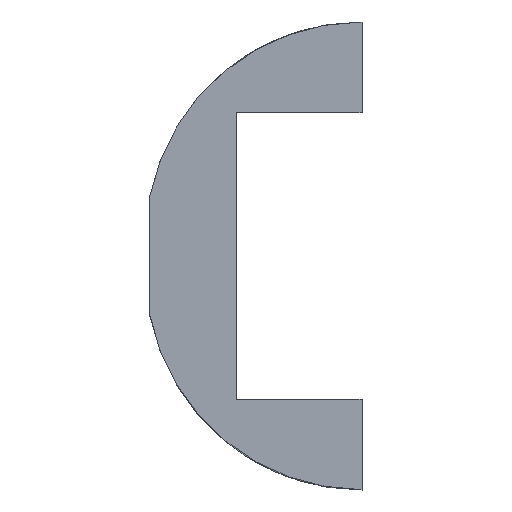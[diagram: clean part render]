
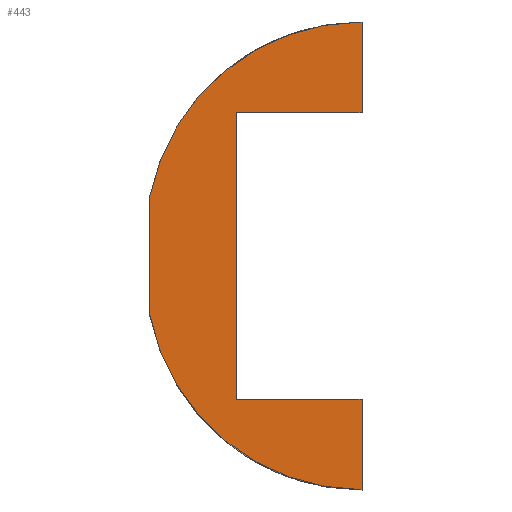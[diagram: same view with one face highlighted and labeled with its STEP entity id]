
A CAD part, top view. The second image highlights one B-rep face of the part: STEP entity #443.
In plain terms, the highlighted planar face has unit normal (0, 0, 1).
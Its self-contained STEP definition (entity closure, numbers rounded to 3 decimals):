
#1 = ORIENTED_EDGE ( 'NONE', *, *, #222, .T. ) ;
#21 = VERTEX_POINT ( 'NONE', #391 ) ;
#22 = CARTESIAN_POINT ( 'NONE',  ( -46.469, 5.7, 4.687 ) ) ;
#25 = LINE ( 'NONE', #938, #705 ) ;
#28 = EDGE_CURVE ( 'NONE', #347, #960, #303, .T. ) ;
#32 = EDGE_CURVE ( 'NONE', #643, #390, #966, .T. ) ;
#63 = ORIENTED_EDGE ( 'NONE', *, *, #32, .T. ) ;
#67 = EDGE_LOOP ( 'NONE', ( #423, #1, #698, #216, #529, #278, #63, #906 ) ) ;
#92 = CIRCLE ( 'NONE', #162, 9.812 ) ;
#142 = DIRECTION ( 'NONE',  ( 0., 1., 0. ) ) ;
#162 = AXIS2_PLACEMENT_3D ( 'NONE', #997, #839, #911 ) ;
#213 = PLANE ( 'NONE',  #548 ) ;
#215 = VECTOR ( 'NONE', #421, 1000. ) ;
#216 = ORIENTED_EDGE ( 'NONE', *, *, #603, .F. ) ;
#222 = EDGE_CURVE ( 'NONE', #426, #347, #759, .T. ) ;
#231 = EDGE_CURVE ( 'NONE', #426, #313, #25, .T. ) ;
#278 = ORIENTED_EDGE ( 'NONE', *, *, #707, .T. ) ;
#303 = CIRCLE ( 'NONE', #841, 9.812 ) ;
#309 = CARTESIAN_POINT ( 'NONE',  ( -40.769, 5.7, 4.687 ) ) ;
#313 = VERTEX_POINT ( 'NONE', #22 ) ;
#333 = CARTESIAN_POINT ( 'NONE',  ( -40.769, 0., 4.687 ) ) ;
#340 = CARTESIAN_POINT ( 'NONE',  ( -50.392, 1.919, 4.687 ) ) ;
#347 = VERTEX_POINT ( 'NONE', #563 ) ;
#367 = CARTESIAN_POINT ( 'NONE',  ( -40.769, 5.7, 4.687 ) ) ;
#381 = LINE ( 'NONE', #475, #986 ) ;
#390 = VERTEX_POINT ( 'NONE', #852 ) ;
#391 = CARTESIAN_POINT ( 'NONE',  ( -50.392, -3.519, 4.688 ) ) ;
#406 = DIRECTION ( 'NONE',  ( 0., 0., 1. ) ) ;
#413 = DIRECTION ( 'NONE',  ( 0., 1., 0. ) ) ;
#421 = DIRECTION ( 'NONE',  ( 0., 1., 0. ) ) ;
#423 = ORIENTED_EDGE ( 'NONE', *, *, #231, .F. ) ;
#426 = VERTEX_POINT ( 'NONE', #367 ) ;
#443 = ADVANCED_FACE ( 'NONE', ( #979 ), #213, .T. ) ;
#447 = EDGE_CURVE ( 'NONE', #21, #828, #92, .T. ) ;
#456 = LINE ( 'NONE', #659, #215 ) ;
#475 = CARTESIAN_POINT ( 'NONE',  ( -46.469, 5.7, 4.687 ) ) ;
#514 = VECTOR ( 'NONE', #833, 1000. ) ;
#529 = ORIENTED_EDGE ( 'NONE', *, *, #447, .T. ) ;
#548 = AXIS2_PLACEMENT_3D ( 'NONE', #685, #913, #769 ) ;
#563 = CARTESIAN_POINT ( 'NONE',  ( -40.769, 9.813, 4.687 ) ) ;
#603 = EDGE_CURVE ( 'NONE', #21, #960, #456, .T. ) ;
#616 = CARTESIAN_POINT ( 'NONE',  ( -40.769, -11.412, 4.688 ) ) ;
#618 = VECTOR ( 'NONE', #142, 1000. ) ;
#643 = VERTEX_POINT ( 'NONE', #671 ) ;
#659 = CARTESIAN_POINT ( 'NONE',  ( -50.392, -8.089, 4.687 ) ) ;
#671 = CARTESIAN_POINT ( 'NONE',  ( -40.769, -7.3, 4.687 ) ) ;
#685 = CARTESIAN_POINT ( 'NONE',  ( -40.769, 0., 4.687 ) ) ;
#698 = ORIENTED_EDGE ( 'NONE', *, *, #28, .T. ) ;
#705 = VECTOR ( 'NONE', #859, 1000. ) ;
#707 = EDGE_CURVE ( 'NONE', #828, #643, #863, .T. ) ;
#718 = DIRECTION ( 'NONE',  ( -1., 0., 0. ) ) ;
#731 = CARTESIAN_POINT ( 'NONE',  ( -40.769, -7.3, 4.688 ) ) ;
#737 = VECTOR ( 'NONE', #718, 1000. ) ;
#759 = LINE ( 'NONE', #309, #618 ) ;
#769 = DIRECTION ( 'NONE',  ( 1., 0., 0. ) ) ;
#828 = VERTEX_POINT ( 'NONE', #616 ) ;
#833 = DIRECTION ( 'NONE',  ( 0., 1., 0. ) ) ;
#839 = DIRECTION ( 'NONE',  ( 0., 0., 1. ) ) ;
#841 = AXIS2_PLACEMENT_3D ( 'NONE', #333, #406, #956 ) ;
#852 = CARTESIAN_POINT ( 'NONE',  ( -46.469, -7.3, 4.688 ) ) ;
#859 = DIRECTION ( 'NONE',  ( -1., 0., 0. ) ) ;
#863 = LINE ( 'NONE', #899, #514 ) ;
#899 = CARTESIAN_POINT ( 'NONE',  ( -40.769, -11.412, 4.688 ) ) ;
#906 = ORIENTED_EDGE ( 'NONE', *, *, #908, .T. ) ;
#908 = EDGE_CURVE ( 'NONE', #390, #313, #381, .T. ) ;
#911 = DIRECTION ( 'NONE',  ( 1., 0., 0. ) ) ;
#913 = DIRECTION ( 'NONE',  ( 0., 0., 1. ) ) ;
#938 = CARTESIAN_POINT ( 'NONE',  ( -40.769, 5.7, 4.687 ) ) ;
#956 = DIRECTION ( 'NONE',  ( 1., 0., 0. ) ) ;
#960 = VERTEX_POINT ( 'NONE', #340 ) ;
#966 = LINE ( 'NONE', #731, #737 ) ;
#979 = FACE_OUTER_BOUND ( 'NONE', #67, .T. ) ;
#986 = VECTOR ( 'NONE', #413, 1000. ) ;
#997 = CARTESIAN_POINT ( 'NONE',  ( -40.769, -1.6, 4.688 ) ) ;
